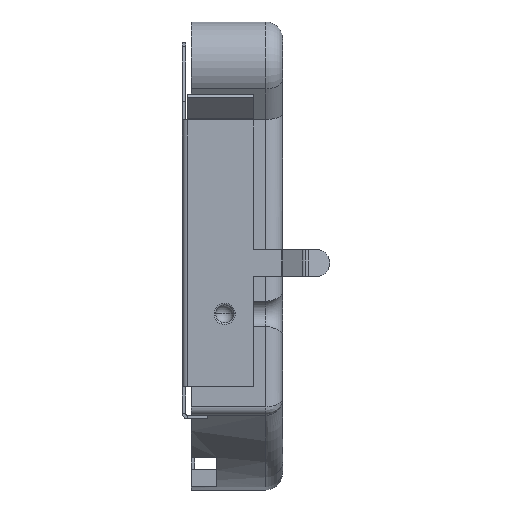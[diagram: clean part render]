
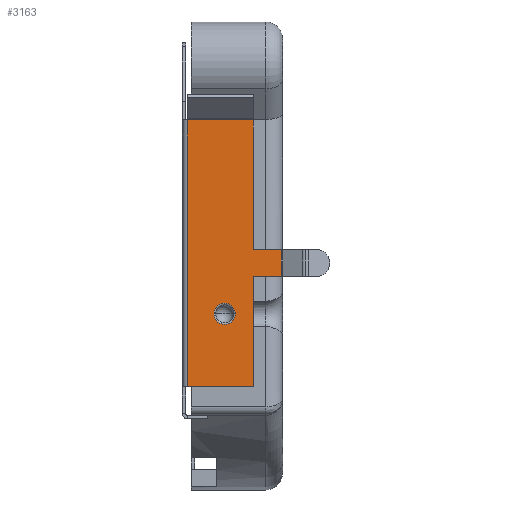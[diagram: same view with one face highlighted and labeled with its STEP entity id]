
A CAD part, left-side view. The second image highlights one B-rep face of the part: STEP entity #3163.
In plain terms, the highlighted planar face has unit normal (-1, 0, 0).
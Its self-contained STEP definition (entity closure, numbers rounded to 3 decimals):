
#45 = EDGE_CURVE ( 'NONE', #5748, #6119, #3609, .T. ) ;
#333 = VERTEX_POINT ( 'NONE', #2284 ) ;
#371 = DIRECTION ( 'NONE',  ( 0., -1., 0. ) ) ;
#496 = ORIENTED_EDGE ( 'NONE', *, *, #4797, .T. ) ;
#597 = AXIS2_PLACEMENT_3D ( 'NONE', #5842, #2988, #2434 ) ;
#617 = LINE ( 'NONE', #6732, #2191 ) ;
#679 = ORIENTED_EDGE ( 'NONE', *, *, #2698, .F. ) ;
#722 = LINE ( 'NONE', #5853, #2468 ) ;
#818 = DIRECTION ( 'NONE',  ( 1., 0., 0. ) ) ;
#851 = EDGE_LOOP ( 'NONE', ( #5845, #4345, #4498, #2135, #6489, #1104, #679, #1029 ) ) ;
#888 = FACE_BOUND ( 'NONE', #7603, .T. ) ;
#1015 = DIRECTION ( 'NONE',  ( 0., -1., 0. ) ) ;
#1029 = ORIENTED_EDGE ( 'NONE', *, *, #6440, .F. ) ;
#1104 = ORIENTED_EDGE ( 'NONE', *, *, #2274, .T. ) ;
#1208 = CARTESIAN_POINT ( 'NONE',  ( -13.6, 4.047, -4.905 ) ) ;
#1814 = VECTOR ( 'NONE', #6017, 1000. ) ;
#2135 = ORIENTED_EDGE ( 'NONE', *, *, #6471, .F. ) ;
#2144 = CARTESIAN_POINT ( 'NONE',  ( -13.6, 5.62, 6.545 ) ) ;
#2191 = VECTOR ( 'NONE', #6178, 1000. ) ;
#2274 = EDGE_CURVE ( 'NONE', #7283, #3507, #722, .T. ) ;
#2284 = CARTESIAN_POINT ( 'NONE',  ( -13.6, 1.72, -9.205 ) ) ;
#2300 = ORIENTED_EDGE ( 'NONE', *, *, #6306, .T. ) ;
#2434 = DIRECTION ( 'NONE',  ( 0., 1., 0. ) ) ;
#2462 = EDGE_CURVE ( 'NONE', #6119, #5761, #6263, .T. ) ;
#2468 = VECTOR ( 'NONE', #2973, 1000. ) ;
#2470 = DIRECTION ( 'NONE',  ( 1., 0., 0. ) ) ;
#2672 = VERTEX_POINT ( 'NONE', #1208 ) ;
#2698 = EDGE_CURVE ( 'NONE', #333, #3507, #3373, .T. ) ;
#2734 = CARTESIAN_POINT ( 'NONE',  ( -13.6, 1.72, -1.12 ) ) ;
#2790 = VECTOR ( 'NONE', #371, 1000. ) ;
#2813 = VECTOR ( 'NONE', #6184, 1000. ) ;
#2853 = VECTOR ( 'NONE', #1015, 1000. ) ;
#2859 = VERTEX_POINT ( 'NONE', #4803 ) ;
#2973 = DIRECTION ( 'NONE',  ( 0., 0., -1. ) ) ;
#2988 = DIRECTION ( 'NONE',  ( 1., 0., 0. ) ) ;
#3114 = CARTESIAN_POINT ( 'NONE',  ( -13.6, 0.066, -1.12 ) ) ;
#3163 = ADVANCED_FACE ( 'NONE', ( #888, #4384 ), #7115, .F. ) ;
#3288 = VERTEX_POINT ( 'NONE', #7190 ) ;
#3373 = LINE ( 'NONE', #6659, #2813 ) ;
#3427 = EDGE_CURVE ( 'NONE', #7283, #5653, #617, .T. ) ;
#3507 = VERTEX_POINT ( 'NONE', #6229 ) ;
#3534 = CARTESIAN_POINT ( 'NONE',  ( -13.6, 1.72, -9.205 ) ) ;
#3567 = VECTOR ( 'NONE', #3729, 1000. ) ;
#3609 = LINE ( 'NONE', #2734, #2853 ) ;
#3729 = DIRECTION ( 'NONE',  ( 0., 0., -1. ) ) ;
#4008 = CARTESIAN_POINT ( 'NONE',  ( -13.6, 1.72, 6.545 ) ) ;
#4217 = DIRECTION ( 'NONE',  ( 0., 1., 0. ) ) ;
#4334 = AXIS2_PLACEMENT_3D ( 'NONE', #4432, #818, #5529 ) ;
#4345 = ORIENTED_EDGE ( 'NONE', *, *, #2462, .F. ) ;
#4384 = FACE_OUTER_BOUND ( 'NONE', #851, .T. ) ;
#4432 = CARTESIAN_POINT ( 'NONE',  ( -13.6, 3.42, -4.905 ) ) ;
#4498 = ORIENTED_EDGE ( 'NONE', *, *, #45, .F. ) ;
#4544 = CIRCLE ( 'NONE', #597, 0.627 ) ;
#4546 = CARTESIAN_POINT ( 'NONE',  ( -13.6, 0.066, -1.12 ) ) ;
#4726 = VECTOR ( 'NONE', #5464, 1000. ) ;
#4766 = CARTESIAN_POINT ( 'NONE',  ( -13.6, 1.72, -1.12 ) ) ;
#4797 = EDGE_CURVE ( 'NONE', #2672, #3288, #7194, .T. ) ;
#4803 = CARTESIAN_POINT ( 'NONE',  ( -13.6, 1.72, -2.69 ) ) ;
#5365 = CARTESIAN_POINT ( 'NONE',  ( -13.6, 1.72, -1.12 ) ) ;
#5464 = DIRECTION ( 'NONE',  ( 0., 0., -1. ) ) ;
#5529 = DIRECTION ( 'NONE',  ( 0., 1., 0. ) ) ;
#5551 = CARTESIAN_POINT ( 'NONE',  ( -13.6, 1.72, -2.69 ) ) ;
#5653 = VERTEX_POINT ( 'NONE', #4008 ) ;
#5748 = VERTEX_POINT ( 'NONE', #4766 ) ;
#5761 = VERTEX_POINT ( 'NONE', #6468 ) ;
#5842 = CARTESIAN_POINT ( 'NONE',  ( -13.6, 3.42, -4.905 ) ) ;
#5845 = ORIENTED_EDGE ( 'NONE', *, *, #7267, .T. ) ;
#5853 = CARTESIAN_POINT ( 'NONE',  ( -13.6, 5.62, 0. ) ) ;
#5882 = LINE ( 'NONE', #3534, #4726 ) ;
#5975 = LINE ( 'NONE', #6570, #1814 ) ;
#6017 = DIRECTION ( 'NONE',  ( 0., 0., -1. ) ) ;
#6119 = VERTEX_POINT ( 'NONE', #4546 ) ;
#6178 = DIRECTION ( 'NONE',  ( 0., -1., 0. ) ) ;
#6184 = DIRECTION ( 'NONE',  ( 0., 1., 0. ) ) ;
#6229 = CARTESIAN_POINT ( 'NONE',  ( -13.6, 5.62, -9.205 ) ) ;
#6263 = LINE ( 'NONE', #3114, #3567 ) ;
#6306 = EDGE_CURVE ( 'NONE', #3288, #2672, #4544, .T. ) ;
#6440 = EDGE_CURVE ( 'NONE', #2859, #333, #5882, .T. ) ;
#6468 = CARTESIAN_POINT ( 'NONE',  ( -13.6, 0.066, -2.69 ) ) ;
#6471 = EDGE_CURVE ( 'NONE', #5653, #5748, #5975, .T. ) ;
#6489 = ORIENTED_EDGE ( 'NONE', *, *, #3427, .F. ) ;
#6570 = CARTESIAN_POINT ( 'NONE',  ( -13.6, 1.72, -9.205 ) ) ;
#6659 = CARTESIAN_POINT ( 'NONE',  ( -13.6, 5.72, -9.205 ) ) ;
#6701 = LINE ( 'NONE', #5551, #2790 ) ;
#6732 = CARTESIAN_POINT ( 'NONE',  ( -13.6, 1.72, 6.545 ) ) ;
#7115 = PLANE ( 'NONE',  #7305 ) ;
#7190 = CARTESIAN_POINT ( 'NONE',  ( -13.6, 2.793, -4.905 ) ) ;
#7194 = CIRCLE ( 'NONE', #4334, 0.627 ) ;
#7267 = EDGE_CURVE ( 'NONE', #2859, #5761, #6701, .T. ) ;
#7283 = VERTEX_POINT ( 'NONE', #2144 ) ;
#7305 = AXIS2_PLACEMENT_3D ( 'NONE', #5365, #2470, #4217 ) ;
#7603 = EDGE_LOOP ( 'NONE', ( #496, #2300 ) ) ;
